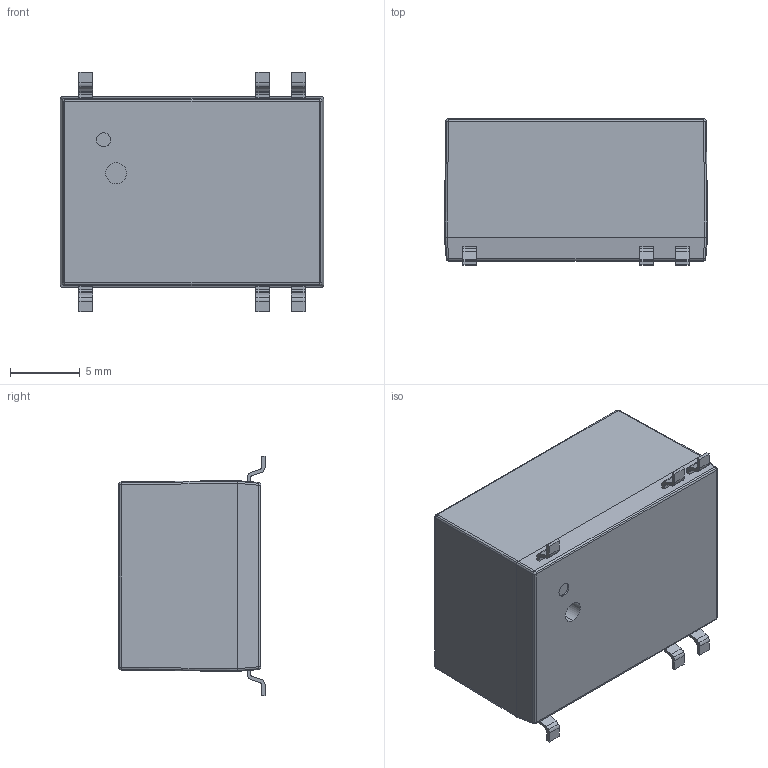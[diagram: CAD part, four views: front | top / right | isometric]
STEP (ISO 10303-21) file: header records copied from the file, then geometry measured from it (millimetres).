
FILE_DESCRIPTION (( 'STEP AP214' ), '1' );
FILE_NAME ('TRI 1-0511SM.STEP', '2023-04-18T07:15:33', ( '' ), ( '' ), 'SwSTEP 2.0', 'SolidWorks 2021', '' );
FILE_SCHEMA (( 'AUTOMOTIVE_DESIGN' ));
Length unit declared in the file: millimetre
Products named in the file (2): TRI 1-0511SM
Assembly tree (1 placements, depth 2):
  TRI 1-0511SM
    TRI 1-0511SM
Bounding box: 18.9 x 10.5 x 17.2 mm (x, y, z)
Volume: 1078.2 mm3; surface area: 2053.9 mm2
Topology: 1 solids, 1 shells, 220 faces, 562 edges, 360 vertices
Faces by surface type: plane 106, cylinder 102, sphere 12
Entity records: 7668 total; most frequent: CARTESIAN_POINT 1218, DIRECTION 1166, ORIENTED_EDGE 1124, EDGE_CURVE 562, AXIS2_PLACEMENT_3D 404, VERTEX_POINT 360, VECTOR 358, LINE 358
